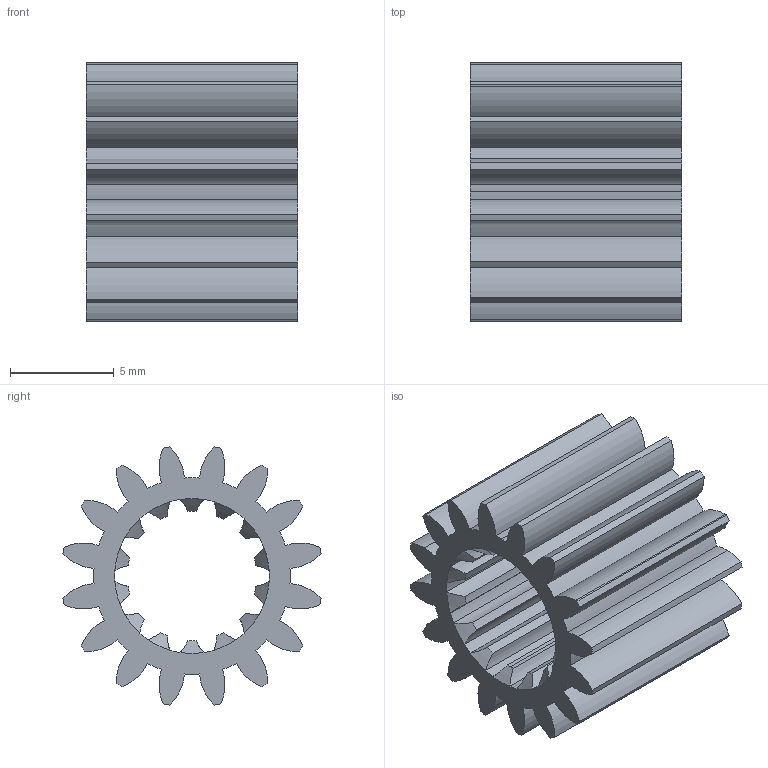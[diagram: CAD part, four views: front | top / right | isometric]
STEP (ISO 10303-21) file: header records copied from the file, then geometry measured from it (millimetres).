
FILE_DESCRIPTION (( 'STEP AP203' ), '1' );
FILE_NAME ('am-4144 16T Mod 0.7 Gear Spline Bore Falcon 500 Pinion.STEP', '2019-10-24T21:32:45', ( '' ), ( '' ), 'SwSTEP 2.0', 'SolidWorks 2019', '' );
FILE_SCHEMA (( 'CONFIG_CONTROL_DESIGN' ));
Length unit declared in the file: inch
Products named in the file (1): am-4144 16T Mod 0.7 Gear Spline Bore Falcon 500 Pinion
Bounding box: 10.16 x 12.42 x 12.42 mm (x, y, z)
Volume: 571.9 mm3; surface area: 1148.7 mm2
Topology: 1 solids, 1 shells, 156 faces, 462 edges, 308 vertices
Faces by surface type: cylinder 98, bspline 28, cone 28, plane 2
Entity records: 6337 total; most frequent: CARTESIAN_POINT 2159, ORIENTED_EDGE 924, DIRECTION 832, EDGE_CURVE 462, AXIS2_PLACEMENT_3D 353, VERTEX_POINT 308, CIRCLE 224, EDGE_LOOP 158
